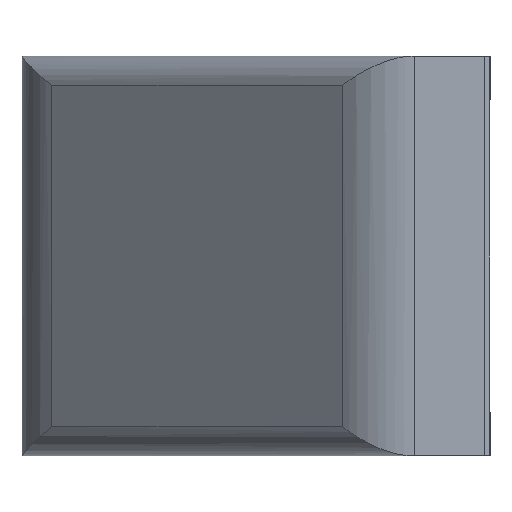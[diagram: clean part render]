
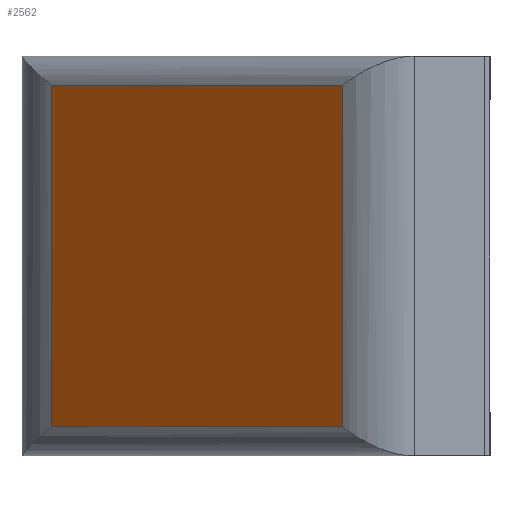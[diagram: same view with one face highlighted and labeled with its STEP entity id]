
A CAD part, left-side view. The second image highlights one B-rep face of the part: STEP entity #2562.
In plain terms, the highlighted face is planar.
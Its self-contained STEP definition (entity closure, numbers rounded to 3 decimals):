
#1455=ORIENTED_EDGE('',*,*,#2029,.F.);
#1456=ORIENTED_EDGE('',*,*,#2030,.F.);
#1457=ORIENTED_EDGE('',*,*,#2023,.T.);
#1458=ORIENTED_EDGE('',*,*,#2026,.T.);
#1686=VECTOR('',#2270,1.);
#1687=VECTOR('',#2273,1.);
#1689=VECTOR('',#2277,1.);
#1690=VECTOR('',#2282,1.);
#1808=LINE('',#2859,#1686);
#1809=LINE('',#3176,#1687);
#1811=LINE('',#3356,#1689);
#1812=LINE('',#3359,#1690);
#1928=VERTEX_POINT('',#2681);
#1929=VERTEX_POINT('',#2858);
#1930=VERTEX_POINT('',#3018);
#1931=VERTEX_POINT('',#3179);
#2023=EDGE_CURVE('',#1929,#1928,#1808,.T.);
#2026=EDGE_CURVE('',#1928,#1930,#1809,.T.);
#2029=EDGE_CURVE('',#1931,#1930,#1811,.T.);
#2030=EDGE_CURVE('',#1929,#1931,#1812,.T.);
#2128=EDGE_LOOP('',(#1455,#1456,#1457,#1458));
#2176=FACE_BOUND('',#2128,.T.);
#2270=DIRECTION('',(0.,0.,-23.6));
#2273=DIRECTION('',(28.401,0.,0.));
#2277=DIRECTION('',(0.,0.,-23.6));
#2282=DIRECTION('',(28.401,0.,0.));
#2283=DIRECTION('',(0.,-1.,0.));
#2284=DIRECTION('',(-1.,0.,0.));
#2466=AXIS2_PLACEMENT_3D('',#3360,#2283,#2284);
#2516=PLANE('',#2466);
#2562=ADVANCED_FACE('',(#2176),#2516,.T.);
#2681=CARTESIAN_POINT('',(-14.201,-6.,-11.8));
#2858=CARTESIAN_POINT('',(-14.201,-6.,11.8));
#2859=CARTESIAN_POINT('',(-14.201,-6.,11.8));
#3018=CARTESIAN_POINT('',(14.201,-6.,-11.8));
#3176=CARTESIAN_POINT('',(-14.201,-6.,-11.8));
#3179=CARTESIAN_POINT('',(14.201,-6.,11.8));
#3356=CARTESIAN_POINT('',(14.201,-6.,11.8));
#3359=CARTESIAN_POINT('',(-14.201,-6.,11.8));
#3360=CARTESIAN_POINT('',(-14.201,-6.,0.));
